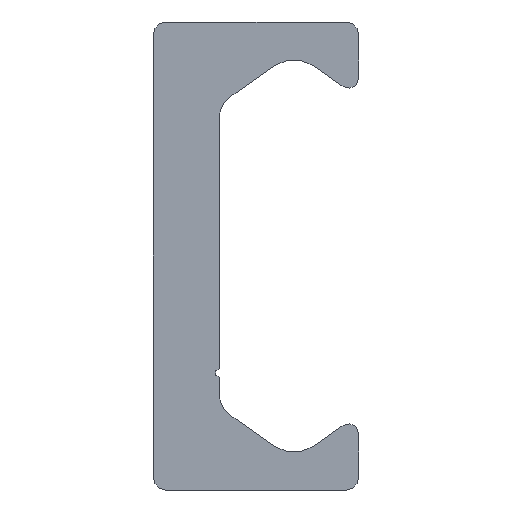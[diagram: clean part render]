
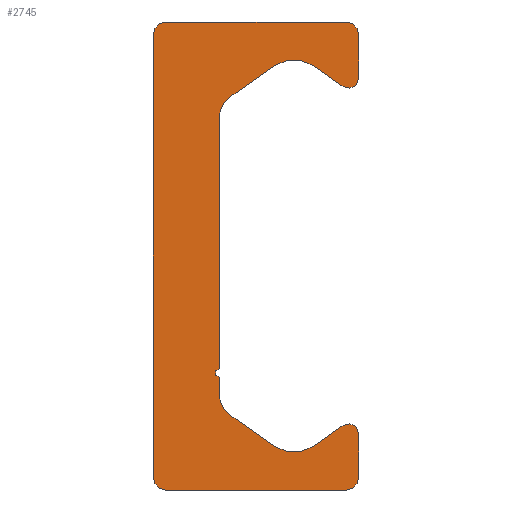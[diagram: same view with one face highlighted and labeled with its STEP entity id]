
A CAD part, left-side view. The second image highlights one B-rep face of the part: STEP entity #2745.
In plain terms, the highlighted planar face has unit normal (-1, 0, 0).
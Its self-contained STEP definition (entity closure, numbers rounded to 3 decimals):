
#1812=CARTESIAN_POINT('',(0.0,5.4,-14.));
#1813=VERTEX_POINT('',#1812);
#1820=CARTESIAN_POINT('',(0.0,6.15,-13.25));
#1821=VERTEX_POINT('',#1820);
#1822=CARTESIAN_POINT('',(0.0,5.4,-13.25));
#1823=DIRECTION('',(1.0,0.0,0.0));
#1824=DIRECTION('',(0.0,0.0,-1.0));
#1825=AXIS2_PLACEMENT_3D('',#1822,#1823,#1824);
#1826=CIRCLE('',#1825,0.75);
#1827=EDGE_CURVE('',#1813,#1821,#1826,.T.);
#1851=CARTESIAN_POINT('',(0.0,-5.4,-14.));
#1852=VERTEX_POINT('',#1851);
#1859=CARTESIAN_POINT('',(0.0,-5.4,-14.));
#1860=DIRECTION('',(0.0,1.0,0.0));
#1861=VECTOR('',#1860,10.8);
#1862=LINE('',#1859,#1861);
#1863=EDGE_CURVE('',#1852,#1813,#1862,.T.);
#1883=CARTESIAN_POINT('',(0.0,-6.15,-13.25));
#1884=VERTEX_POINT('',#1883);
#1891=CARTESIAN_POINT('',(0.0,-5.4,-13.25));
#1892=DIRECTION('',(1.0,0.0,0.0));
#1893=DIRECTION('',(0.0,-1.0,0.0));
#1894=AXIS2_PLACEMENT_3D('',#1891,#1892,#1893);
#1895=CIRCLE('',#1894,0.75);
#1896=EDGE_CURVE('',#1884,#1852,#1895,.T.);
#1915=CARTESIAN_POINT('',(0.0,-6.15,-10.63));
#1916=VERTEX_POINT('',#1915);
#1923=CARTESIAN_POINT('',(0.0,-6.15,-10.63));
#1924=DIRECTION('',(0.0,0.0,-1.0));
#1925=VECTOR('',#1924,2.62);
#1926=LINE('',#1923,#1925);
#1927=EDGE_CURVE('',#1916,#1884,#1926,.T.);
#1947=CARTESIAN_POINT('',(0.0,-5.206,-10.139));
#1948=VERTEX_POINT('',#1947);
#1955=CARTESIAN_POINT('',(0.0,-5.55,-10.63));
#1956=DIRECTION('',(1.0,0.0,0.0));
#1957=DIRECTION('',(0.0,0.574,0.819));
#1958=AXIS2_PLACEMENT_3D('',#1955,#1956,#1957);
#1959=CIRCLE('',#1958,0.6);
#1960=EDGE_CURVE('',#1948,#1916,#1959,.T.);
#1979=CARTESIAN_POINT('',(0.0,-3.417,-11.391));
#1980=VERTEX_POINT('',#1979);
#1987=CARTESIAN_POINT('',(0.0,-3.417,-11.391));
#1988=DIRECTION('',(0.0,-0.819,0.574));
#1989=VECTOR('',#1988,2.184);
#1990=LINE('',#1987,#1989);
#1991=EDGE_CURVE('',#1980,#1948,#1990,.T.);
#2011=CARTESIAN_POINT('',(0.0,-1.123,-11.391));
#2012=VERTEX_POINT('',#2011);
#2019=CARTESIAN_POINT('',(0.0,-2.27,-9.753));
#2020=DIRECTION('',(-1.0,0.0,0.0));
#2021=DIRECTION('',(0.0,0.574,0.819));
#2022=AXIS2_PLACEMENT_3D('',#2019,#2020,#2021);
#2023=CIRCLE('',#2022,2.0);
#2024=EDGE_CURVE('',#2012,#1980,#2023,.T.);
#2043=CARTESIAN_POINT('',(0.0,1.56,-9.512));
#2044=VERTEX_POINT('',#2043);
#2051=CARTESIAN_POINT('',(0.0,1.56,-9.512));
#2052=DIRECTION('',(0.0,-0.819,-0.574));
#2053=VECTOR('',#2052,3.276);
#2054=LINE('',#2051,#2053);
#2055=EDGE_CURVE('',#2044,#2012,#2054,.T.);
#2075=CARTESIAN_POINT('',(0.0,2.2,-8.283));
#2076=VERTEX_POINT('',#2075);
#2083=CARTESIAN_POINT('',(0.0,0.7,-8.283));
#2084=DIRECTION('',(-1.0,0.0,0.0));
#2085=DIRECTION('',(0.0,-0.574,0.819));
#2086=AXIS2_PLACEMENT_3D('',#2083,#2084,#2085);
#2087=CIRCLE('',#2086,1.5);
#2088=EDGE_CURVE('',#2076,#2044,#2087,.T.);
#2107=CARTESIAN_POINT('',(0.0,2.2,-7.25));
#2108=VERTEX_POINT('',#2107);
#2115=CARTESIAN_POINT('',(0.0,2.2,-7.25));
#2116=DIRECTION('',(0.0,0.0,-1.0));
#2117=VECTOR('',#2116,1.033);
#2118=LINE('',#2115,#2117);
#2119=EDGE_CURVE('',#2108,#2076,#2118,.T.);
#2139=CARTESIAN_POINT('',(0.0,2.2,-6.75));
#2140=VERTEX_POINT('',#2139);
#2147=CARTESIAN_POINT('',(0.0,2.2,-7.));
#2148=DIRECTION('',(-1.0,0.0,0.0));
#2149=DIRECTION('',(0.0,0.0,1.0));
#2150=AXIS2_PLACEMENT_3D('',#2147,#2148,#2149);
#2151=CIRCLE('',#2150,0.25);
#2152=EDGE_CURVE('',#2140,#2108,#2151,.T.);
#2171=CARTESIAN_POINT('',(0.0,2.2,8.283));
#2172=VERTEX_POINT('',#2171);
#2179=CARTESIAN_POINT('',(0.0,2.2,8.283));
#2180=DIRECTION('',(0.0,0.0,-1.0));
#2181=VECTOR('',#2180,15.033);
#2182=LINE('',#2179,#2181);
#2183=EDGE_CURVE('',#2172,#2140,#2182,.T.);
#2311=CARTESIAN_POINT('',(0.0,1.56,9.512));
#2312=VERTEX_POINT('',#2311);
#2319=CARTESIAN_POINT('',(0.0,0.7,8.283));
#2320=DIRECTION('',(-1.0,0.0,0.0));
#2321=DIRECTION('',(0.0,-1.0,0.0));
#2322=AXIS2_PLACEMENT_3D('',#2319,#2320,#2321);
#2323=CIRCLE('',#2322,1.5);
#2324=EDGE_CURVE('',#2312,#2172,#2323,.T.);
#2343=CARTESIAN_POINT('',(0.0,-1.123,11.391));
#2344=VERTEX_POINT('',#2343);
#2351=CARTESIAN_POINT('',(0.0,-1.123,11.391));
#2352=DIRECTION('',(0.0,0.819,-0.574));
#2353=VECTOR('',#2352,3.276);
#2354=LINE('',#2351,#2353);
#2355=EDGE_CURVE('',#2344,#2312,#2354,.T.);
#2375=CARTESIAN_POINT('',(0.0,-3.417,11.391));
#2376=VERTEX_POINT('',#2375);
#2383=CARTESIAN_POINT('',(0.0,-2.27,9.753));
#2384=DIRECTION('',(-1.0,0.0,0.0));
#2385=DIRECTION('',(0.0,-0.574,-0.819));
#2386=AXIS2_PLACEMENT_3D('',#2383,#2384,#2385);
#2387=CIRCLE('',#2386,2.0);
#2388=EDGE_CURVE('',#2376,#2344,#2387,.T.);
#2407=CARTESIAN_POINT('',(0.0,-5.206,10.139));
#2408=VERTEX_POINT('',#2407);
#2415=CARTESIAN_POINT('',(0.0,-5.206,10.139));
#2416=DIRECTION('',(0.0,0.819,0.574));
#2417=VECTOR('',#2416,2.184);
#2418=LINE('',#2415,#2417);
#2419=EDGE_CURVE('',#2408,#2376,#2418,.T.);
#2439=CARTESIAN_POINT('',(0.0,-6.15,10.63));
#2440=VERTEX_POINT('',#2439);
#2447=CARTESIAN_POINT('',(0.0,-5.55,10.63));
#2448=DIRECTION('',(1.0,0.0,0.0));
#2449=DIRECTION('',(0.0,-1.0,0.0));
#2450=AXIS2_PLACEMENT_3D('',#2447,#2448,#2449);
#2451=CIRCLE('',#2450,0.6);
#2452=EDGE_CURVE('',#2440,#2408,#2451,.T.);
#2471=CARTESIAN_POINT('',(0.0,-6.15,13.25));
#2472=VERTEX_POINT('',#2471);
#2479=CARTESIAN_POINT('',(0.0,-6.15,13.25));
#2480=DIRECTION('',(0.0,0.0,-1.0));
#2481=VECTOR('',#2480,2.62);
#2482=LINE('',#2479,#2481);
#2483=EDGE_CURVE('',#2472,#2440,#2482,.T.);
#2503=CARTESIAN_POINT('',(0.0,-5.4,14.));
#2504=VERTEX_POINT('',#2503);
#2511=CARTESIAN_POINT('',(0.0,-5.4,13.25));
#2512=DIRECTION('',(1.0,0.0,0.0));
#2513=DIRECTION('',(0.0,0.0,1.0));
#2514=AXIS2_PLACEMENT_3D('',#2511,#2512,#2513);
#2515=CIRCLE('',#2514,0.75);
#2516=EDGE_CURVE('',#2504,#2472,#2515,.T.);
#2535=CARTESIAN_POINT('',(0.0,5.4,14.));
#2536=VERTEX_POINT('',#2535);
#2543=CARTESIAN_POINT('',(0.0,5.4,14.));
#2544=DIRECTION('',(0.0,-1.0,0.0));
#2545=VECTOR('',#2544,10.8);
#2546=LINE('',#2543,#2545);
#2547=EDGE_CURVE('',#2536,#2504,#2546,.T.);
#2567=CARTESIAN_POINT('',(0.0,6.15,13.25));
#2568=VERTEX_POINT('',#2567);
#2575=CARTESIAN_POINT('',(0.0,5.4,13.25));
#2576=DIRECTION('',(1.0,0.0,0.0));
#2577=DIRECTION('',(0.0,1.0,0.0));
#2578=AXIS2_PLACEMENT_3D('',#2575,#2576,#2577);
#2579=CIRCLE('',#2578,0.75);
#2580=EDGE_CURVE('',#2568,#2536,#2579,.T.);
#2598=CARTESIAN_POINT('',(0.0,6.15,-13.25));
#2599=DIRECTION('',(0.0,0.0,1.0));
#2600=VECTOR('',#2599,26.5);
#2601=LINE('',#2598,#2600);
#2602=EDGE_CURVE('',#1821,#2568,#2601,.T.);
#2716=CARTESIAN_POINT('',(0.0,1.352,-0.021));
#2717=DIRECTION('',(1.0,0.0,0.0));
#2718=DIRECTION('',(0.0,0.0,-1.0));
#2719=AXIS2_PLACEMENT_3D('',#2716,#2717,#2718);
#2720=PLANE('',#2719);
#2721=ORIENTED_EDGE('',*,*,#2602,.F.);
#2722=ORIENTED_EDGE('',*,*,#1827,.F.);
#2723=ORIENTED_EDGE('',*,*,#1863,.F.);
#2724=ORIENTED_EDGE('',*,*,#1896,.F.);
#2725=ORIENTED_EDGE('',*,*,#1927,.F.);
#2726=ORIENTED_EDGE('',*,*,#1960,.F.);
#2727=ORIENTED_EDGE('',*,*,#1991,.F.);
#2728=ORIENTED_EDGE('',*,*,#2024,.F.);
#2729=ORIENTED_EDGE('',*,*,#2055,.F.);
#2730=ORIENTED_EDGE('',*,*,#2088,.F.);
#2731=ORIENTED_EDGE('',*,*,#2119,.F.);
#2732=ORIENTED_EDGE('',*,*,#2152,.F.);
#2733=ORIENTED_EDGE('',*,*,#2183,.F.);
#2734=ORIENTED_EDGE('',*,*,#2324,.F.);
#2735=ORIENTED_EDGE('',*,*,#2355,.F.);
#2736=ORIENTED_EDGE('',*,*,#2388,.F.);
#2737=ORIENTED_EDGE('',*,*,#2419,.F.);
#2738=ORIENTED_EDGE('',*,*,#2452,.F.);
#2739=ORIENTED_EDGE('',*,*,#2483,.F.);
#2740=ORIENTED_EDGE('',*,*,#2516,.F.);
#2741=ORIENTED_EDGE('',*,*,#2547,.F.);
#2742=ORIENTED_EDGE('',*,*,#2580,.F.);
#2743=EDGE_LOOP('',(#2721,#2722,#2723,#2724,#2725,#2726,#2727,#2728,#2729,#2730,#2731,#2732,#2733,#2734,#2735,#2736,#2737,#2738,#2739,#2740,#2741,#2742));
#2744=FACE_OUTER_BOUND('',#2743,.T.);
#2745=ADVANCED_FACE('',(#2744),#2720,.F.);
